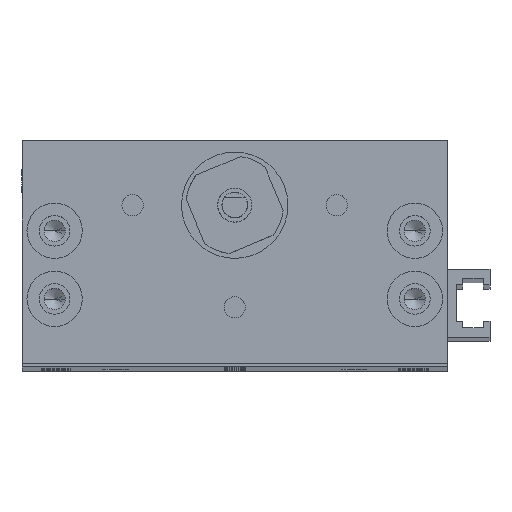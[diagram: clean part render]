
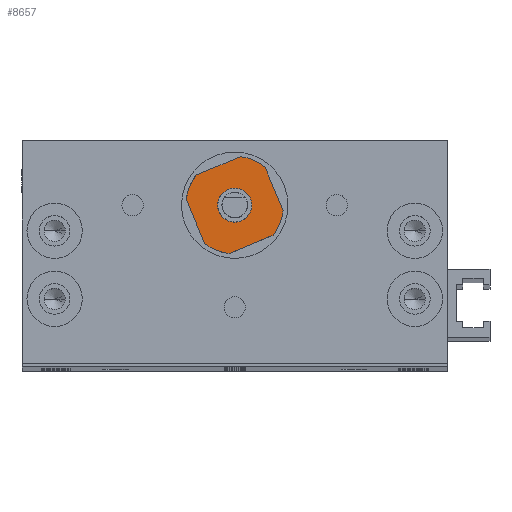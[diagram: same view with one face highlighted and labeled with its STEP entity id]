
A CAD part, top view. The second image highlights one B-rep face of the part: STEP entity #8657.
In plain terms, the highlighted planar face has unit normal (0, 0, 1).
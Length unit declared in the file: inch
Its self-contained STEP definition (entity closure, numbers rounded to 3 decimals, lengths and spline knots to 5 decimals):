
#430 = ORIENTED_EDGE ( 'NONE', *, *, #6917, .F. ) ;
#869 = DIRECTION ( 'NONE',  ( 1., 0., 0. ) ) ;
#1089 = CARTESIAN_POINT ( 'NONE',  ( 0., 0.74803, 6.17913 ) ) ;
#1376 = CARTESIAN_POINT ( 'NONE',  ( 0.13963, 0.92522, 6.17913 ) ) ;
#2399 = EDGE_CURVE ( 'NONE', #6806, #11059, #12360, .T. ) ;
#2466 = ORIENTED_EDGE ( 'NONE', *, *, #31620, .F. ) ;
#2682 = FACE_BOUND ( 'NONE', #3753, .T. ) ;
#3674 = EDGE_CURVE ( 'NONE', #25198, #11806, #16858, .T. ) ;
#3753 = EDGE_LOOP ( 'NONE', ( #21883, #35464 ) ) ;
#4133 = CARTESIAN_POINT ( 'NONE',  ( 0., 0.74803, 6.17913 ) ) ;
#4671 = EDGE_CURVE ( 'NONE', #12901, #13175, #8303, .T. ) ;
#4839 = AXIS2_PLACEMENT_3D ( 'NONE', #13742, #10257, #869 ) ;
#4972 = DIRECTION ( 'NONE',  ( 0., 0., 1. ) ) ;
#5145 = LINE ( 'NONE', #18032, #33994 ) ;
#5385 = CARTESIAN_POINT ( 'NONE',  ( 0.07874, 0.74803, 6.17913 ) ) ;
#5506 = DIRECTION ( 'NONE',  ( 1., 0., 0. ) ) ;
#5693 = ORIENTED_EDGE ( 'NONE', *, *, #15651, .F. ) ;
#6806 = VERTEX_POINT ( 'NONE', #38525 ) ;
#6917 = EDGE_CURVE ( 'NONE', #32481, #18639, #32181, .T. ) ;
#6981 = DIRECTION ( 'NONE',  ( -1., 0., 0. ) ) ;
#7678 = DIRECTION ( 'NONE',  ( -0.383, 0.924, 0. ) ) ;
#8303 = CIRCLE ( 'NONE', #4839, 0.22559 ) ;
#8418 = AXIS2_PLACEMENT_3D ( 'NONE', #28533, #4972, #18291 ) ;
#8605 = CARTESIAN_POINT ( 'NONE',  ( 0.10643, 1.00527, 6.17913 ) ) ;
#8657 = ADVANCED_FACE ( 'NONE', ( #25824, #2682 ), #11864, .F. ) ;
#8814 = CARTESIAN_POINT ( 'NONE',  ( 0., 0.74803, 6.17913 ) ) ;
#10257 = DIRECTION ( 'NONE',  ( 0., 0., -1. ) ) ;
#10733 = VERTEX_POINT ( 'NONE', #32728 ) ;
#11059 = VERTEX_POINT ( 'NONE', #5385 ) ;
#11698 = DIRECTION ( 'NONE',  ( -0.924, -0.383, 0. ) ) ;
#11787 = CARTESIAN_POINT ( 'NONE',  ( -0.17719, 0.88766, 6.17913 ) ) ;
#11806 = VERTEX_POINT ( 'NONE', #1376 ) ;
#11864 = PLANE ( 'NONE',  #15184 ) ;
#11981 = DIRECTION ( 'NONE',  ( 0., 0., -1. ) ) ;
#12079 = VECTOR ( 'NONE', #29979, 39.37008 ) ;
#12360 = CIRCLE ( 'NONE', #25600, 0.07874 ) ;
#12901 = VERTEX_POINT ( 'NONE', #22536 ) ;
#13175 = VERTEX_POINT ( 'NONE', #11787 ) ;
#13652 = EDGE_CURVE ( 'NONE', #11059, #6806, #30004, .T. ) ;
#13742 = CARTESIAN_POINT ( 'NONE',  ( 0., 0.74803, 6.17913 ) ) ;
#14622 = CARTESIAN_POINT ( 'NONE',  ( 0.02638, 0.97207, 6.17913 ) ) ;
#15184 = AXIS2_PLACEMENT_3D ( 'NONE', #22775, #22337, #42199 ) ;
#15651 = EDGE_CURVE ( 'NONE', #10733, #20322, #15936, .T. ) ;
#15936 = CIRCLE ( 'NONE', #40346, 0.22559 ) ;
#16858 = CIRCLE ( 'NONE', #21719, 0.22559 ) ;
#18032 = CARTESIAN_POINT ( 'NONE',  ( 0.25724, 0.6416, 6.17913 ) ) ;
#18291 = DIRECTION ( 'NONE',  ( -1., 0., 0. ) ) ;
#18639 = VERTEX_POINT ( 'NONE', #22473 ) ;
#20322 = VERTEX_POINT ( 'NONE', #22416 ) ;
#20782 = LINE ( 'NONE', #41511, #26863 ) ;
#21206 = ORIENTED_EDGE ( 'NONE', *, *, #37558, .F. ) ;
#21719 = AXIS2_PLACEMENT_3D ( 'NONE', #1089, #11981, #35138 ) ;
#21883 = ORIENTED_EDGE ( 'NONE', *, *, #2399, .F. ) ;
#22337 = DIRECTION ( 'NONE',  ( 0., 0., -1. ) ) ;
#22416 = CARTESIAN_POINT ( 'NONE',  ( -0.13963, 0.57085, 6.17913 ) ) ;
#22473 = CARTESIAN_POINT ( 'NONE',  ( 0.17719, 0.6084, 6.17913 ) ) ;
#22536 = CARTESIAN_POINT ( 'NONE',  ( -0.22404, 0.77441, 6.17913 ) ) ;
#22624 = EDGE_LOOP ( 'NONE', ( #40107, #2466, #42734, #36745, #5693, #41164, #430, #21206 ) ) ;
#22757 = CARTESIAN_POINT ( 'NONE',  ( 0., 0.74803, 6.17913 ) ) ;
#22775 = CARTESIAN_POINT ( 'NONE',  ( 0., 0.74803, 6.17913 ) ) ;
#24766 = LINE ( 'NONE', #8605, #39893 ) ;
#25198 = VERTEX_POINT ( 'NONE', #14622 ) ;
#25600 = AXIS2_PLACEMENT_3D ( 'NONE', #4133, #30770, #6981 ) ;
#25824 = FACE_OUTER_BOUND ( 'NONE', #22624, .T. ) ;
#25841 = CARTESIAN_POINT ( 'NONE',  ( 0.25724, 0.6416, 6.17913 ) ) ;
#26863 = VECTOR ( 'NONE', #7678, 39.37008 ) ;
#27903 = EDGE_CURVE ( 'NONE', #18639, #10733, #5145, .T. ) ;
#28533 = CARTESIAN_POINT ( 'NONE',  ( 0., 0.74803, 6.17913 ) ) ;
#29115 = LINE ( 'NONE', #25841, #12079 ) ;
#29842 = EDGE_CURVE ( 'NONE', #20322, #12901, #20782, .T. ) ;
#29979 = DIRECTION ( 'NONE',  ( 0.383, -0.924, 0. ) ) ;
#30004 = CIRCLE ( 'NONE', #8418, 0.07874 ) ;
#30770 = DIRECTION ( 'NONE',  ( 0., 0., 1. ) ) ;
#31095 = DIRECTION ( 'NONE',  ( 0.924, 0.383, 0. ) ) ;
#31620 = EDGE_CURVE ( 'NONE', #13175, #25198, #24766, .T. ) ;
#32181 = CIRCLE ( 'NONE', #42620, 0.22559 ) ;
#32481 = VERTEX_POINT ( 'NONE', #37987 ) ;
#32728 = CARTESIAN_POINT ( 'NONE',  ( -0.02638, 0.52399, 6.17913 ) ) ;
#33994 = VECTOR ( 'NONE', #11698, 39.37008 ) ;
#35138 = DIRECTION ( 'NONE',  ( 1., 0., 0. ) ) ;
#35444 = DIRECTION ( 'NONE',  ( 1., 0., 0. ) ) ;
#35464 = ORIENTED_EDGE ( 'NONE', *, *, #13652, .F. ) ;
#35888 = DIRECTION ( 'NONE',  ( 0., 0., -1. ) ) ;
#36071 = DIRECTION ( 'NONE',  ( 0., 0., -1. ) ) ;
#36745 = ORIENTED_EDGE ( 'NONE', *, *, #29842, .F. ) ;
#37558 = EDGE_CURVE ( 'NONE', #11806, #32481, #29115, .T. ) ;
#37987 = CARTESIAN_POINT ( 'NONE',  ( 0.22404, 0.72165, 6.17913 ) ) ;
#38525 = CARTESIAN_POINT ( 'NONE',  ( -0.07874, 0.74803, 6.17913 ) ) ;
#39893 = VECTOR ( 'NONE', #31095, 39.37008 ) ;
#40107 = ORIENTED_EDGE ( 'NONE', *, *, #3674, .F. ) ;
#40346 = AXIS2_PLACEMENT_3D ( 'NONE', #22757, #36071, #5506 ) ;
#41164 = ORIENTED_EDGE ( 'NONE', *, *, #27903, .F. ) ;
#41511 = CARTESIAN_POINT ( 'NONE',  ( -0.10643, 0.49079, 6.17913 ) ) ;
#42199 = DIRECTION ( 'NONE',  ( -1., 0., 0. ) ) ;
#42620 = AXIS2_PLACEMENT_3D ( 'NONE', #8814, #35888, #35444 ) ;
#42734 = ORIENTED_EDGE ( 'NONE', *, *, #4671, .F. ) ;
